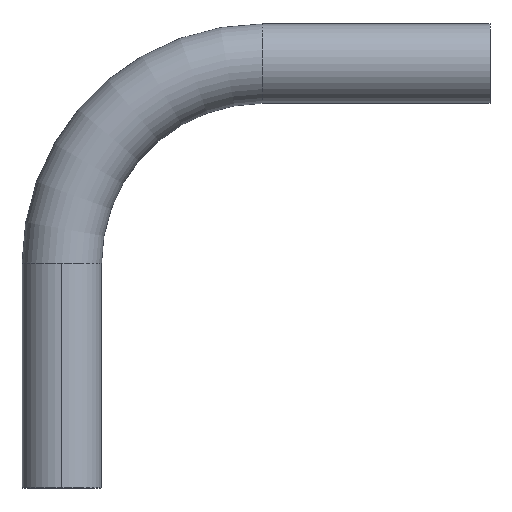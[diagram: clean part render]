
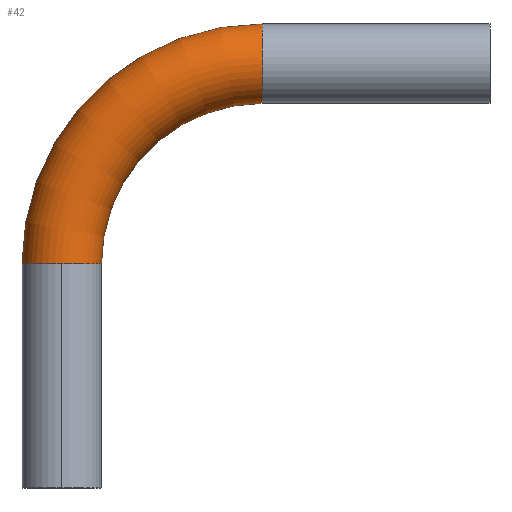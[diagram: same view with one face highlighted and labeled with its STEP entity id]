
A CAD part, top view. The second image highlights one B-rep face of the part: STEP entity #42.
In plain terms, the highlighted toroidal (fillet/blend) face has major radius 152 mm and minor radius 30.15 mm.
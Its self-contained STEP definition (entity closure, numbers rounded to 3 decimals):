
#1 = CARTESIAN_POINT ( 'NONE',  ( 0., 170., 0. ) ) ;
#4 = VERTEX_POINT ( 'NONE', #352 ) ;
#11 = VERTEX_POINT ( 'NONE', #245 ) ;
#37 = DIRECTION ( 'NONE',  ( 1., 0., 0. ) ) ;
#42 = ADVANCED_FACE ( 'NONE', ( #365 ), #383, .T. ) ;
#45 = AXIS2_PLACEMENT_3D ( 'NONE', #489, #372, #453 ) ;
#52 = DIRECTION ( 'NONE',  ( 0., 1., 0. ) ) ;
#54 = CIRCLE ( 'NONE', #85, 30.15 ) ;
#55 = CARTESIAN_POINT ( 'NONE',  ( 152., 291.85, 0. ) ) ;
#71 = CARTESIAN_POINT ( 'NONE',  ( 152., 170., 0. ) ) ;
#74 = ORIENTED_EDGE ( 'NONE', *, *, #251, .F. ) ;
#85 = AXIS2_PLACEMENT_3D ( 'NONE', #1, #493, #420 ) ;
#108 = AXIS2_PLACEMENT_3D ( 'NONE', #437, #282, #52 ) ;
#112 = CARTESIAN_POINT ( 'NONE',  ( 152., 352.15, 0. ) ) ;
#129 = ORIENTED_EDGE ( 'NONE', *, *, #137, .T. ) ;
#135 = DIRECTION ( 'NONE',  ( 1., 0., 0. ) ) ;
#137 = EDGE_CURVE ( 'NONE', #165, #4, #170, .T. ) ;
#158 = ORIENTED_EDGE ( 'NONE', *, *, #232, .T. ) ;
#165 = VERTEX_POINT ( 'NONE', #488 ) ;
#170 = CIRCLE ( 'NONE', #45, 30.15 ) ;
#195 = AXIS2_PLACEMENT_3D ( 'NONE', #71, #295, #135 ) ;
#198 = EDGE_CURVE ( 'NONE', #278, #11, #267, .T. ) ;
#225 = ORIENTED_EDGE ( 'NONE', *, *, #198, .T. ) ;
#227 = CIRCLE ( 'NONE', #108, 30.15 ) ;
#232 = EDGE_CURVE ( 'NONE', #11, #165, #54, .T. ) ;
#245 = CARTESIAN_POINT ( 'NONE',  ( -30.15, 170., 0. ) ) ;
#251 = EDGE_CURVE ( 'NONE', #403, #4, #470, .T. ) ;
#252 = AXIS2_PLACEMENT_3D ( 'NONE', #460, #388, #37 ) ;
#267 = CIRCLE ( 'NONE', #375, 182.15 ) ;
#278 = VERTEX_POINT ( 'NONE', #112 ) ;
#282 = DIRECTION ( 'NONE',  ( 1., 0., 0. ) ) ;
#295 = DIRECTION ( 'NONE',  ( 0., 0., 1. ) ) ;
#325 = DIRECTION ( 'NONE',  ( 0., 0., 1. ) ) ;
#352 = CARTESIAN_POINT ( 'NONE',  ( 30.15, 170., 0. ) ) ;
#365 = FACE_OUTER_BOUND ( 'NONE', #436, .T. ) ;
#372 = DIRECTION ( 'NONE',  ( 0., 1., 0. ) ) ;
#375 = AXIS2_PLACEMENT_3D ( 'NONE', #414, #325, #482 ) ;
#383 = TOROIDAL_SURFACE ( 'NONE', #195, 152., 30.15 ) ;
#388 = DIRECTION ( 'NONE',  ( 0., 0., 1. ) ) ;
#403 = VERTEX_POINT ( 'NONE', #55 ) ;
#414 = CARTESIAN_POINT ( 'NONE',  ( 152., 170., 0. ) ) ;
#420 = DIRECTION ( 'NONE',  ( -1., 0., 0. ) ) ;
#431 = EDGE_CURVE ( 'NONE', #278, #403, #227, .T. ) ;
#436 = EDGE_LOOP ( 'NONE', ( #475, #225, #158, #129, #74 ) ) ;
#437 = CARTESIAN_POINT ( 'NONE',  ( 152., 322., 0. ) ) ;
#453 = DIRECTION ( 'NONE',  ( -1., 0., 0. ) ) ;
#460 = CARTESIAN_POINT ( 'NONE',  ( 152., 170., 0. ) ) ;
#470 = CIRCLE ( 'NONE', #252, 121.85 ) ;
#475 = ORIENTED_EDGE ( 'NONE', *, *, #431, .F. ) ;
#482 = DIRECTION ( 'NONE',  ( 1., 0., 0. ) ) ;
#488 = CARTESIAN_POINT ( 'NONE',  ( 0., 170., 30.15 ) ) ;
#489 = CARTESIAN_POINT ( 'NONE',  ( 0., 170., 0. ) ) ;
#493 = DIRECTION ( 'NONE',  ( 0., 1., 0. ) ) ;
